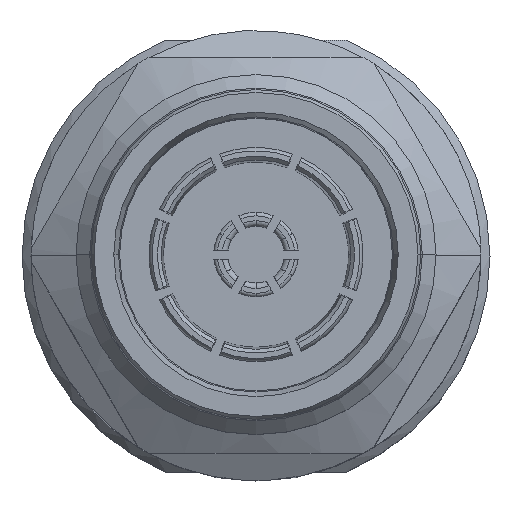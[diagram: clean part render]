
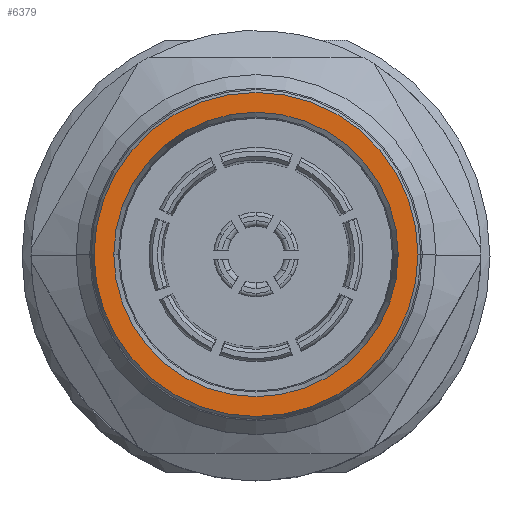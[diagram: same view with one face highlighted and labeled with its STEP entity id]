
A CAD part, top view. The second image highlights one B-rep face of the part: STEP entity #6379.
In plain terms, the highlighted planar face has unit normal (0, 0, 1).
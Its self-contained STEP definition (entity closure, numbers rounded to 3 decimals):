
#39 = CIRCLE ( 'NONE', #6637, 7.9 ) ;
#131 = AXIS2_PLACEMENT_3D ( 'NONE', #2975, #8978, #5991 ) ;
#216 = AXIS2_PLACEMENT_3D ( 'NONE', #496, #2004, #1971 ) ;
#496 = CARTESIAN_POINT ( 'NONE',  ( 0., 0., 0. ) ) ;
#563 = CARTESIAN_POINT ( 'NONE',  ( 0., 0., 0. ) ) ;
#617 = ORIENTED_EDGE ( 'NONE', *, *, #9168, .F. ) ;
#890 = FACE_OUTER_BOUND ( 'NONE', #3061, .T. ) ;
#1052 = AXIS2_PLACEMENT_3D ( 'NONE', #8045, #9491, #7276 ) ;
#1424 = DIRECTION ( 'NONE',  ( 1., 0., 0. ) ) ;
#1836 = PLANE ( 'NONE',  #216 ) ;
#1971 = DIRECTION ( 'NONE',  ( -1., 0., 0. ) ) ;
#2004 = DIRECTION ( 'NONE',  ( 0., 0., -1. ) ) ;
#2052 = CIRCLE ( 'NONE', #1052, 9. ) ;
#2975 = CARTESIAN_POINT ( 'NONE',  ( 0., 0., 0. ) ) ;
#2997 = CIRCLE ( 'NONE', #131, 7.9 ) ;
#3061 = EDGE_LOOP ( 'NONE', ( #4084, #5062 ) ) ;
#3107 = CIRCLE ( 'NONE', #7339, 9. ) ;
#3685 = DIRECTION ( 'NONE',  ( 0., 0., 1. ) ) ;
#4084 = ORIENTED_EDGE ( 'NONE', *, *, #7044, .T. ) ;
#4670 = VERTEX_POINT ( 'NONE', #7309 ) ;
#5062 = ORIENTED_EDGE ( 'NONE', *, *, #8268, .T. ) ;
#5168 = CARTESIAN_POINT ( 'NONE',  ( -7.9, 0., 0. ) ) ;
#5179 = CARTESIAN_POINT ( 'NONE',  ( 0., 0., 0. ) ) ;
#5211 = DIRECTION ( 'NONE',  ( 1., 0., 0. ) ) ;
#5387 = EDGE_CURVE ( 'NONE', #8417, #9778, #2997, .T. ) ;
#5991 = DIRECTION ( 'NONE',  ( 1., 0., 0. ) ) ;
#6132 = DIRECTION ( 'NONE',  ( 0., 0., 1. ) ) ;
#6221 = VERTEX_POINT ( 'NONE', #8395 ) ;
#6379 = ADVANCED_FACE ( 'NONE', ( #6907, #890 ), #1836, .F. ) ;
#6637 = AXIS2_PLACEMENT_3D ( 'NONE', #563, #3685, #1424 ) ;
#6907 = FACE_BOUND ( 'NONE', #8940, .T. ) ;
#7044 = EDGE_CURVE ( 'NONE', #6221, #4670, #2052, .T. ) ;
#7276 = DIRECTION ( 'NONE',  ( 1., 0., 0. ) ) ;
#7309 = CARTESIAN_POINT ( 'NONE',  ( 9., 0., 0. ) ) ;
#7339 = AXIS2_PLACEMENT_3D ( 'NONE', #5179, #6132, #5211 ) ;
#8045 = CARTESIAN_POINT ( 'NONE',  ( 0., 0., 0. ) ) ;
#8268 = EDGE_CURVE ( 'NONE', #4670, #6221, #3107, .T. ) ;
#8395 = CARTESIAN_POINT ( 'NONE',  ( -9., 0., 0. ) ) ;
#8417 = VERTEX_POINT ( 'NONE', #9303 ) ;
#8940 = EDGE_LOOP ( 'NONE', ( #9152, #617 ) ) ;
#8978 = DIRECTION ( 'NONE',  ( 0., 0., 1. ) ) ;
#9152 = ORIENTED_EDGE ( 'NONE', *, *, #5387, .F. ) ;
#9168 = EDGE_CURVE ( 'NONE', #9778, #8417, #39, .T. ) ;
#9303 = CARTESIAN_POINT ( 'NONE',  ( 7.9, 0., 0. ) ) ;
#9491 = DIRECTION ( 'NONE',  ( 0., 0., 1. ) ) ;
#9778 = VERTEX_POINT ( 'NONE', #5168 ) ;
